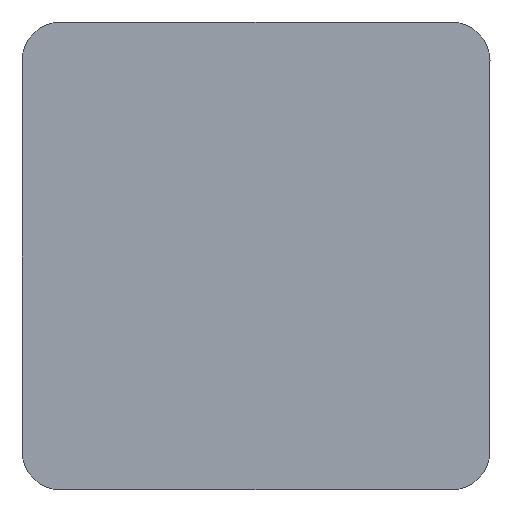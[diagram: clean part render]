
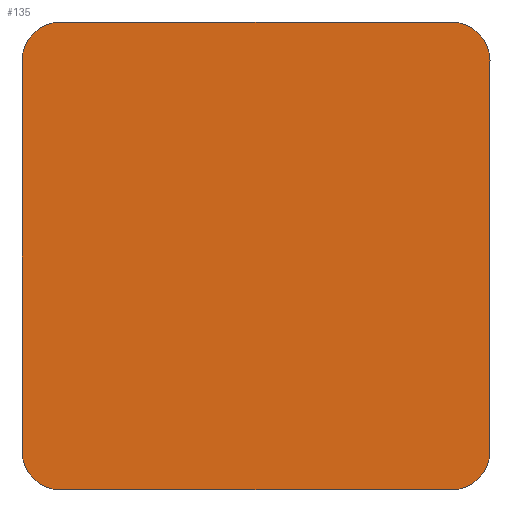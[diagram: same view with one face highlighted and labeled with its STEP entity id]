
A CAD part, top view. The second image highlights one B-rep face of the part: STEP entity #135.
In plain terms, the highlighted planar face has unit normal (0, 0, 1).
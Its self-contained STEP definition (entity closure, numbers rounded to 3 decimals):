
#81=VERTEX_POINT('',#200);
#83=VERTEX_POINT('',#202);
#85=EDGE_CURVE('',#95,#105,#204,.T.);
#91=EDGE_CURVE('',#137,#171,#210,.T.);
#93=VERTEX_POINT('',#212);
#95=VERTEX_POINT('',#214);
#97=EDGE_CURVE('',#83,#137,#216,.T.);
#105=VERTEX_POINT('',#226);
#107=EDGE_CURVE('',#141,#93,#228,.T.);
#113=EDGE_CURVE('',#81,#141,#235,.T.);
#135=ADVANCED_FACE('',(#259),#260,.T.);
#137=VERTEX_POINT('',#262);
#141=VERTEX_POINT('',#266);
#145=EDGE_CURVE('',#105,#83,#271,.T.);
#155=EDGE_CURVE('',#171,#81,#281,.T.);
#171=VERTEX_POINT('',#299);
#175=EDGE_CURVE('',#93,#95,#303,.T.);
#200=CARTESIAN_POINT('',(8.82,0.0,0.0));
#202=CARTESIAN_POINT('',(0.,8.82,0.0));
#204=LINE('',#326,#327);
#210=CIRCLE('',#334,0.8);
#212=CARTESIAN_POINT('',(9.62,8.82,0.0));
#214=CARTESIAN_POINT('',(8.82,9.62,0.0));
#216=LINE('',#341,#342);
#226=CARTESIAN_POINT('',(0.8,9.62,0.0));
#228=LINE('',#357,#358);
#235=CIRCLE('',#366,0.8);
#259=FACE_OUTER_BOUND('',#397,.T.);
#260=PLANE('',#398);
#262=CARTESIAN_POINT('',(0.0,0.8,0.0));
#266=CARTESIAN_POINT('',(9.62,0.8,0.0));
#271=CIRCLE('',#412,0.8);
#281=LINE('',#430,#431);
#299=CARTESIAN_POINT('',(0.8,0.0,0.0));
#303=CIRCLE('',#460,0.8);
#326=CARTESIAN_POINT('',(8.82,9.62,0.0));
#327=VECTOR('',#474,1.0);
#334=AXIS2_PLACEMENT_3D('',#475,#476,#477);
#341=CARTESIAN_POINT('',(0.0,8.82,0.0));
#342=VECTOR('',#478,1.0);
#357=CARTESIAN_POINT('',(9.62,0.8,0.0));
#358=VECTOR('',#500,1.0);
#366=AXIS2_PLACEMENT_3D('',#509,#510,#511);
#397=EDGE_LOOP('',(#535,#536,#537,#538,#539,#540,#541,#542));
#398=AXIS2_PLACEMENT_3D('',#543,#544,#545);
#412=AXIS2_PLACEMENT_3D('',#555,#556,#557);
#430=CARTESIAN_POINT('',(0.8,0.0,0.0));
#431=VECTOR('',#564,1.0);
#460=AXIS2_PLACEMENT_3D('',#588,#589,#590);
#474=DIRECTION('',(-1.0,0.0,0.0));
#475=CARTESIAN_POINT('',(0.8,0.8,0.0));
#476=DIRECTION('',(0.0,0.0,1.0));
#477=DIRECTION('',(-1.0,0.,0.0));
#478=DIRECTION('',(0.0,-1.0,0.0));
#500=DIRECTION('',(0.0,1.0,0.0));
#509=CARTESIAN_POINT('',(8.82,0.8,0.0));
#510=DIRECTION('',(0.0,0.0,1.0));
#511=DIRECTION('',(0.,-1.0,0.0));
#535=ORIENTED_EDGE('',*,*,#155,.T.);
#536=ORIENTED_EDGE('',*,*,#113,.T.);
#537=ORIENTED_EDGE('',*,*,#107,.T.);
#538=ORIENTED_EDGE('',*,*,#175,.T.);
#539=ORIENTED_EDGE('',*,*,#85,.T.);
#540=ORIENTED_EDGE('',*,*,#145,.T.);
#541=ORIENTED_EDGE('',*,*,#97,.T.);
#542=ORIENTED_EDGE('',*,*,#91,.T.);
#543=CARTESIAN_POINT('',(4.81,4.81,0.0));
#544=DIRECTION('',(0.0,0.0,1.0));
#545=DIRECTION('',(1.0,0.0,0.0));
#555=CARTESIAN_POINT('',(0.8,8.82,0.0));
#556=DIRECTION('',(0.0,0.0,1.0));
#557=DIRECTION('',(0.,1.0,0.0));
#564=DIRECTION('',(1.0,0.0,0.0));
#588=CARTESIAN_POINT('',(8.82,8.82,0.0));
#589=DIRECTION('',(0.0,-0.0,1.0));
#590=DIRECTION('',(1.0,0.,0.0));
